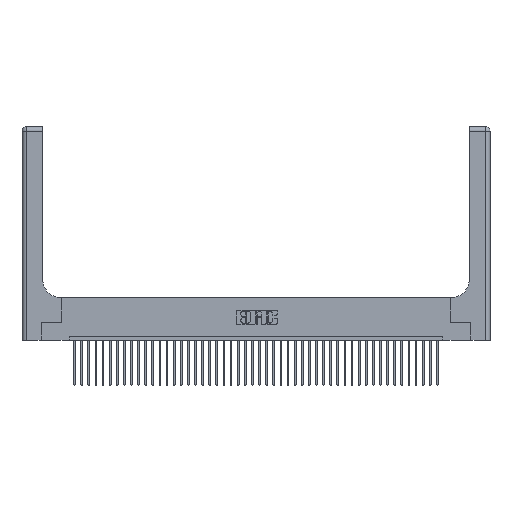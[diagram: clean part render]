
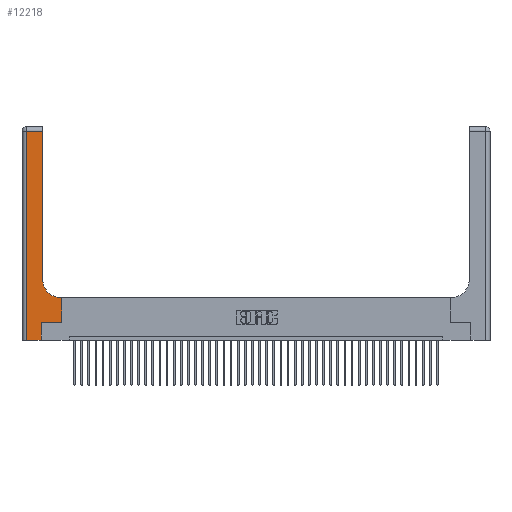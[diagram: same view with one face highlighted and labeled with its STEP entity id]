
A CAD part, top view. The second image highlights one B-rep face of the part: STEP entity #12218.
In plain terms, the highlighted planar face has unit normal (0, 0, 1).
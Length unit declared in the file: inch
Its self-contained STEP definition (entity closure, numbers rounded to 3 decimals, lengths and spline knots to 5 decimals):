
#1943 = DIRECTION ( 'NONE',  ( 0., 0., -1. ) ) ;
#2238 = DIRECTION ( 'NONE',  ( -1., 0., 0. ) ) ;
#2283 = EDGE_CURVE ( 'NONE', #22944, #24945, #42710, .T. ) ;
#2301 = LINE ( 'NONE', #36041, #36512 ) ;
#2882 = VECTOR ( 'NONE', #35049, 39.37008 ) ;
#3660 = VECTOR ( 'NONE', #21273, 39.37008 ) ;
#4410 = LINE ( 'NONE', #12672, #11080 ) ;
#4654 = EDGE_LOOP ( 'NONE', ( #42523, #17925, #40529, #5361, #25198, #9297, #10564, #21231, #19891 ) ) ;
#5361 = ORIENTED_EDGE ( 'NONE', *, *, #21534, .T. ) ;
#5885 = EDGE_CURVE ( 'NONE', #37150, #21345, #19672, .T. ) ;
#7700 = VECTOR ( 'NONE', #14018, 39.37008 ) ;
#8567 = DIRECTION ( 'NONE',  ( 0., 1., 0. ) ) ;
#9044 = LINE ( 'NONE', #11822, #2882 ) ;
#9232 = VERTEX_POINT ( 'NONE', #34989 ) ;
#9297 = ORIENTED_EDGE ( 'NONE', *, *, #21419, .T. ) ;
#9823 = DIRECTION ( 'NONE',  ( 0., 0., -1. ) ) ;
#10564 = ORIENTED_EDGE ( 'NONE', *, *, #5885, .T. ) ;
#11080 = VECTOR ( 'NONE', #32310, 39.37008 ) ;
#11822 = CARTESIAN_POINT ( 'NONE',  ( 0.269, 0.25, 0.37 ) ) ;
#12218 = ADVANCED_FACE ( 'NONE', ( #21975 ), #25237, .F. ) ;
#12672 = CARTESIAN_POINT ( 'NONE',  ( 0., 0., 0.37 ) ) ;
#12813 = CARTESIAN_POINT ( 'NONE',  ( 0.269, 0., 0.37 ) ) ;
#14018 = DIRECTION ( 'NONE',  ( -1., 0., 0. ) ) ;
#14357 = AXIS2_PLACEMENT_3D ( 'NONE', #15070, #1943, #2238 ) ;
#15070 = CARTESIAN_POINT ( 'NONE',  ( 0., 3., 0.37 ) ) ;
#17925 = ORIENTED_EDGE ( 'NONE', *, *, #33201, .T. ) ;
#17971 = CARTESIAN_POINT ( 'NONE',  ( 0.5585, 0.25, 0.37 ) ) ;
#18961 = LINE ( 'NONE', #27422, #25727 ) ;
#19237 = LINE ( 'NONE', #41438, #41639 ) ;
#19672 = LINE ( 'NONE', #17971, #3660 ) ;
#19891 = ORIENTED_EDGE ( 'NONE', *, *, #2283, .T. ) ;
#21231 = ORIENTED_EDGE ( 'NONE', *, *, #30768, .T. ) ;
#21273 = DIRECTION ( 'NONE',  ( 0., 1., 0. ) ) ;
#21345 = VERTEX_POINT ( 'NONE', #28240 ) ;
#21419 = EDGE_CURVE ( 'NONE', #39135, #37150, #9044, .T. ) ;
#21534 = EDGE_CURVE ( 'NONE', #33885, #32555, #4410, .T. ) ;
#21975 = FACE_OUTER_BOUND ( 'NONE', #4654, .T. ) ;
#22275 = EDGE_CURVE ( 'NONE', #9232, #33885, #2301, .T. ) ;
#22944 = VERTEX_POINT ( 'NONE', #37248 ) ;
#23303 = CARTESIAN_POINT ( 'NONE',  ( 0.5415, 0.85, 0.37 ) ) ;
#24509 = AXIS2_PLACEMENT_3D ( 'NONE', #23303, #9823, #26370 ) ;
#24887 = CARTESIAN_POINT ( 'NONE',  ( 0.269, 0.25, 0.37 ) ) ;
#24945 = VERTEX_POINT ( 'NONE', #38986 ) ;
#25198 = ORIENTED_EDGE ( 'NONE', *, *, #39103, .T. ) ;
#25237 = PLANE ( 'NONE',  #14357 ) ;
#25484 = VECTOR ( 'NONE', #35762, 39.37008 ) ;
#25727 = VECTOR ( 'NONE', #8567, 39.37008 ) ;
#26370 = DIRECTION ( 'NONE',  ( 1., 0., 0. ) ) ;
#27422 = CARTESIAN_POINT ( 'NONE',  ( 0.2915, 3., 0.37 ) ) ;
#28240 = CARTESIAN_POINT ( 'NONE',  ( 0.5585, 0.6, 0.37 ) ) ;
#29116 = VERTEX_POINT ( 'NONE', #34525 ) ;
#29645 = LINE ( 'NONE', #12813, #25484 ) ;
#30768 = EDGE_CURVE ( 'NONE', #21345, #22944, #19237, .T. ) ;
#32310 = DIRECTION ( 'NONE',  ( 1., 0., 0. ) ) ;
#32555 = VERTEX_POINT ( 'NONE', #39778 ) ;
#32714 = DIRECTION ( 'NONE',  ( 0., -1., 0. ) ) ;
#33201 = EDGE_CURVE ( 'NONE', #29116, #9232, #39864, .T. ) ;
#33885 = VERTEX_POINT ( 'NONE', #35241 ) ;
#34227 = EDGE_CURVE ( 'NONE', #24945, #29116, #18961, .T. ) ;
#34337 = CARTESIAN_POINT ( 'NONE',  ( 0., 2.94, 0.37 ) ) ;
#34525 = CARTESIAN_POINT ( 'NONE',  ( 0.2915, 2.94, 0.37 ) ) ;
#34989 = CARTESIAN_POINT ( 'NONE',  ( 0.06, 2.94, 0.37 ) ) ;
#35049 = DIRECTION ( 'NONE',  ( 1., 0., 0. ) ) ;
#35241 = CARTESIAN_POINT ( 'NONE',  ( 0.06, 0., 0.37 ) ) ;
#35762 = DIRECTION ( 'NONE',  ( 0., 1., 0. ) ) ;
#36041 = CARTESIAN_POINT ( 'NONE',  ( 0.06, 3., 0.37 ) ) ;
#36512 = VECTOR ( 'NONE', #32714, 39.37008 ) ;
#37150 = VERTEX_POINT ( 'NONE', #39987 ) ;
#37248 = CARTESIAN_POINT ( 'NONE',  ( 0.5415, 0.6, 0.37 ) ) ;
#38212 = DIRECTION ( 'NONE',  ( -1., 0., 0. ) ) ;
#38986 = CARTESIAN_POINT ( 'NONE',  ( 0.2915, 0.85, 0.37 ) ) ;
#39103 = EDGE_CURVE ( 'NONE', #32555, #39135, #29645, .T. ) ;
#39135 = VERTEX_POINT ( 'NONE', #24887 ) ;
#39778 = CARTESIAN_POINT ( 'NONE',  ( 0.269, 0., 0.37 ) ) ;
#39864 = LINE ( 'NONE', #34337, #7700 ) ;
#39987 = CARTESIAN_POINT ( 'NONE',  ( 0.5585, 0.25, 0.37 ) ) ;
#40529 = ORIENTED_EDGE ( 'NONE', *, *, #22275, .T. ) ;
#41438 = CARTESIAN_POINT ( 'NONE',  ( 0.2915, 0.6, 0.37 ) ) ;
#41639 = VECTOR ( 'NONE', #38212, 39.37008 ) ;
#42523 = ORIENTED_EDGE ( 'NONE', *, *, #34227, .T. ) ;
#42710 = CIRCLE ( 'NONE', #24509, 0.25 ) ;
